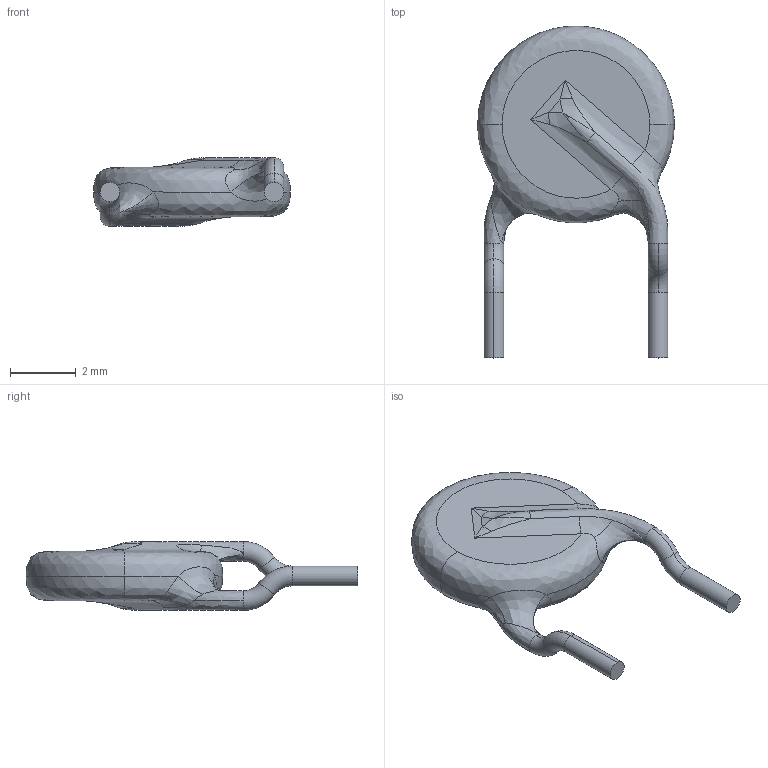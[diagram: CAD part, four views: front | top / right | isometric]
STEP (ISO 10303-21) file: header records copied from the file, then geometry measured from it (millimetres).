
FILE_DESCRIPTION (( 'STEP AP214' ), '1' );
FILE_NAME ('User Library-Disc_CAP d6x3.5_5mm.STEP', '2018-04-10T05:50:30', ( '' ), ( '' ), 'SwSTEP 2.0', 'SolidWorks 2018', '' );
FILE_SCHEMA (( 'AUTOMOTIVE_DESIGN' ));
Length unit declared in the file: millimetre
Products named in the file (1): User Library-Disc_CAP d6x3.5_5mm
Bounding box: 6 x 10.12 x 2.1 mm (x, y, z)
Volume: 44.6 mm3; surface area: 97.3 mm2
Topology: 1 solids, 1 shells, 54 faces, 134 edges, 76 vertices
Faces by surface type: bspline 34, torus 8, cylinder 6, plane 6
Entity records: 13500 total; most frequent: CARTESIAN_POINT 12331, ORIENTED_EDGE 256, EDGE_CURVE 128, DIRECTION 122, B_SPLINE_CURVE_WITH_KNOTS 78, VERTEX_POINT 76, AXIS2_PLACEMENT_3D 57, EDGE_LOOP 54
